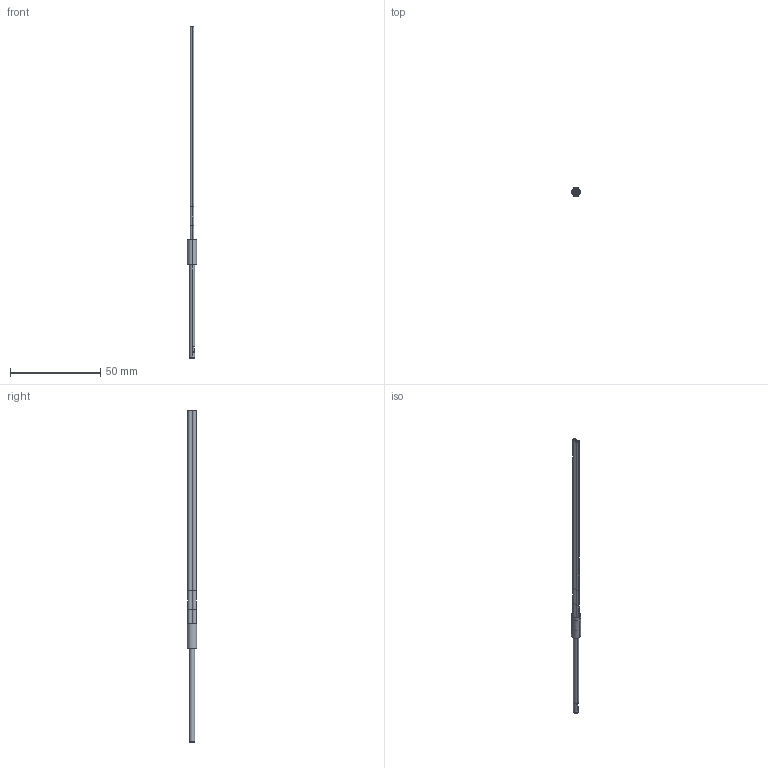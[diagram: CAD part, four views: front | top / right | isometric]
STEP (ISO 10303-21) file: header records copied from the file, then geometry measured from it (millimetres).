
FILE_DESCRIPTION((''),'2;1');
FILE_NAME('192762_ASM','2016-02-09T',('pdmadmin'),(''),'PRO/ENGINEER BY PARAMETRIC TECHNOLOGY CORPORATION, 2013230','PRO/ENGINEER BY PARAMETRIC TECHNOLOGY CORPORATION, 2013230','');
FILE_SCHEMA(('CONFIG_CONTROL_DESIGN'));
Length unit declared in the file: inch
Products named in the file (6): 35315_AF0; 34646; 34948; 51022; 51824_ASM; 192762_ASM
Assembly tree (6 placements, depth 3):
  192762_ASM
    51824_ASM
      35315_AF0
      34646
      34948
      51022  x2
Bounding box: 5.08 x 5.08 x 183.48 mm (x, y, z)
Volume: 1171.2 mm3; surface area: 3881.6 mm2
Topology: 5 solids, 7 shells, 97 faces, 222 edges, 135 vertices
Faces by surface type: plane 43, cylinder 38, cone 8, bspline 8
Entity records: 2779 total; most frequent: CARTESIAN_POINT 689, DIRECTION 444, ORIENTED_EDGE 384, EDGE_CURVE 194, AXIS2_PLACEMENT_3D 172, VERTEX_POINT 119, VECTOR 100, LINE 100
